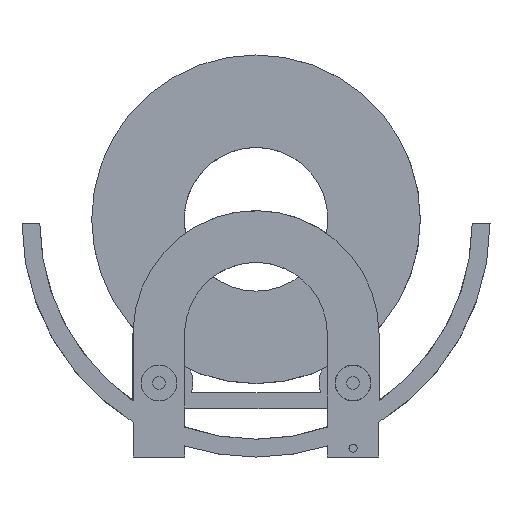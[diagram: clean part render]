
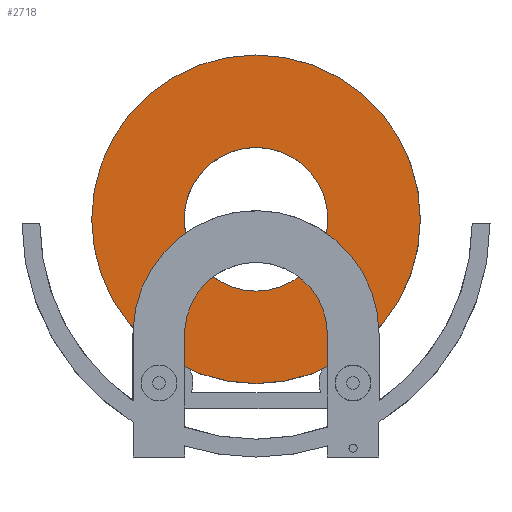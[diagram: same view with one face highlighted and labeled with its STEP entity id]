
A CAD part, left-side view. The second image highlights one B-rep face of the part: STEP entity #2718.
In plain terms, the highlighted planar face has unit normal (-1, 0, 0).
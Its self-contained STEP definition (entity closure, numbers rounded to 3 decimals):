
#2697 = EDGE_CURVE('',#2698,#2698,#2700,.T.);
#2698 = VERTEX_POINT('',#2699);
#2699 = CARTESIAN_POINT('',(-36.586,0.,101.6));
#2700 = CIRCLE('',#2701,101.6);
#2701 = AXIS2_PLACEMENT_3D('',#2702,#2703,#2704);
#2702 = CARTESIAN_POINT('',(-36.586,0.,0.));
#2703 = DIRECTION('',(-1.,0.,0.));
#2704 = DIRECTION('',(0.,0.,1.));
#2718 = ADVANCED_FACE('',(#2719,#2730),#2733,.T.);
#2719 = FACE_BOUND('',#2720,.F.);
#2720 = EDGE_LOOP('',(#2721));
#2721 = ORIENTED_EDGE('',*,*,#2722,.T.);
#2722 = EDGE_CURVE('',#2723,#2723,#2725,.T.);
#2723 = VERTEX_POINT('',#2724);
#2724 = CARTESIAN_POINT('',(-36.586,0.,44.45));
#2725 = CIRCLE('',#2726,44.45);
#2726 = AXIS2_PLACEMENT_3D('',#2727,#2728,#2729);
#2727 = CARTESIAN_POINT('',(-36.586,0.,0.));
#2728 = DIRECTION('',(-1.,0.,0.));
#2729 = DIRECTION('',(0.,0.,1.));
#2730 = FACE_BOUND('',#2731,.F.);
#2731 = EDGE_LOOP('',(#2732));
#2732 = ORIENTED_EDGE('',*,*,#2697,.F.);
#2733 = PLANE('',#2734);
#2734 = AXIS2_PLACEMENT_3D('',#2735,#2736,#2737);
#2735 = CARTESIAN_POINT('',(-36.586,0.,0.));
#2736 = DIRECTION('',(-1.,0.,0.));
#2737 = DIRECTION('',(0.,0.,1.));
